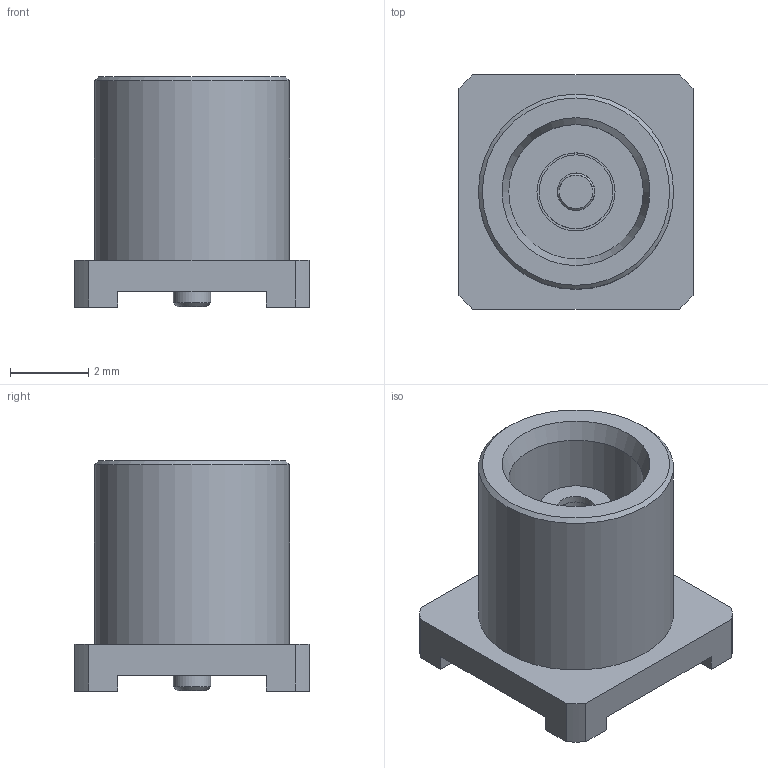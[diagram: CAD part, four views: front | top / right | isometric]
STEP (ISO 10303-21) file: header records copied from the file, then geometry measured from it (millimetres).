
FILE_DESCRIPTION(/* description */ ('Unknown'),/* implementation_level */ '2;1');
FILE_NAME(/* name */ '60612102111406',/* time_stamp */ '2019-04-01T09:21:43+02:00',/* author */ ('Unknown'),/* organization */ ('Unknown'),/* preprocessor_version */ 'ST-DEVELOPER v16.7',/* originating_system */ 'DEX',/* authorisation */ $);
FILE_SCHEMA (('AUTOMOTIVE_DESIGN {1 0 10303 214 3 1 1}'));
Length unit declared in the file: millimetre
Products named in the file (1): 60612102111406
Bounding box: 6 x 6 x 5.9 mm (x, y, z)
Volume: 89.1 mm3; surface area: 240.3 mm2
Topology: 1 solids, 1 shells, 79 faces, 210 edges, 140 vertices
Faces by surface type: plane 49, cylinder 21, cone 9
Full cylindrical faces by diameter (mm): 0.96 x2, 1.89 x1, 2 x1, 3.45 x1, 5 x1
Entity records: 2950 total; most frequent: CARTESIAN_POINT 467, DIRECTION 402, ORIENTED_EDGE 388, EDGE_CURVE 194, AXIS2_PLACEMENT_3D 149, VERTEX_POINT 134, LINE 104, VECTOR 104
